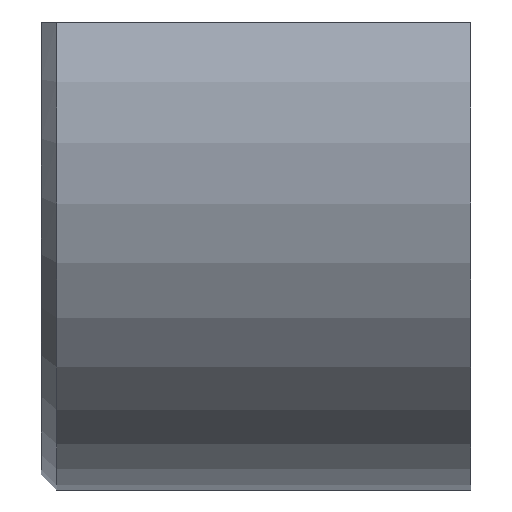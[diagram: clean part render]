
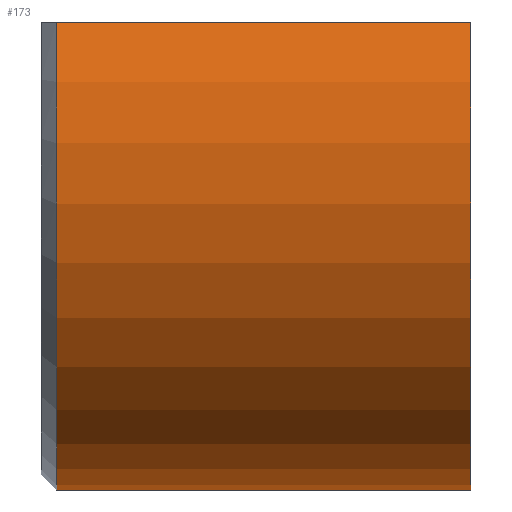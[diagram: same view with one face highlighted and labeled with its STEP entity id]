
A CAD part, front view. The second image highlights one B-rep face of the part: STEP entity #173.
In plain terms, the highlighted cylindrical face has radius 37.306 mm (diameter 74.612 mm), a partial arc.
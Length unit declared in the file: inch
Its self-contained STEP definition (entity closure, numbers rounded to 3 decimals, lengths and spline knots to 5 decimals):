
#132=CARTESIAN_POINT('',(0.0,0.0,0.));
#133=DIRECTION('',(-1.0,0.,0.0));
#134=DIRECTION('',(0.0,0.0,-1.0));
#135=AXIS2_PLACEMENT_3D('',#132,#133,#134);
#136=CYLINDRICAL_SURFACE('',#135,1.46875);
#137=CARTESIAN_POINT('',(0.,0.,-1.46875));
#138=VERTEX_POINT('',#137);
#139=CARTESIAN_POINT('',(-1.6875,0.,-1.46875));
#140=VERTEX_POINT('',#139);
#141=CARTESIAN_POINT('',(0.,0.,-1.46875));
#142=DIRECTION('',(-1.0,0.0,0.0));
#143=VECTOR('',#142,1.6875);
#144=LINE('',#141,#143);
#145=EDGE_CURVE('',#138,#140,#144,.T.);
#146=ORIENTED_EDGE('',*,*,#145,.F.);
#147=CARTESIAN_POINT('',(0.,-1.40208,0.4375));
#148=VERTEX_POINT('',#147);
#149=CARTESIAN_POINT('',(0.0,0.0,0.));
#150=DIRECTION('',(1.0,0.0,0.0));
#151=DIRECTION('',(0.0,0.0,-1.0));
#152=AXIS2_PLACEMENT_3D('',#149,#150,#151);
#153=CIRCLE('',#152,1.46875);
#154=EDGE_CURVE('',#148,#138,#153,.T.);
#155=ORIENTED_EDGE('',*,*,#154,.F.);
#156=CARTESIAN_POINT('',(-1.6875,-1.40208,0.4375));
#157=VERTEX_POINT('',#156);
#158=CARTESIAN_POINT('',(0.,-1.40208,0.4375));
#159=DIRECTION('',(-1.0,0.0,0.0));
#160=VECTOR('',#159,1.6875);
#161=LINE('',#158,#160);
#162=EDGE_CURVE('',#148,#157,#161,.T.);
#163=ORIENTED_EDGE('',*,*,#162,.T.);
#164=CARTESIAN_POINT('',(-1.6875,0.0,0.));
#165=DIRECTION('',(-1.0,0.0,0.0));
#166=DIRECTION('',(0.0,0.0,-1.0));
#167=AXIS2_PLACEMENT_3D('',#164,#165,#166);
#168=CIRCLE('',#167,1.46875);
#169=EDGE_CURVE('',#140,#157,#168,.T.);
#170=ORIENTED_EDGE('',*,*,#169,.F.);
#171=EDGE_LOOP('',(#146,#155,#163,#170));
#172=FACE_OUTER_BOUND('',#171,.T.);
#173=ADVANCED_FACE('',(#172),#136,.T.);
